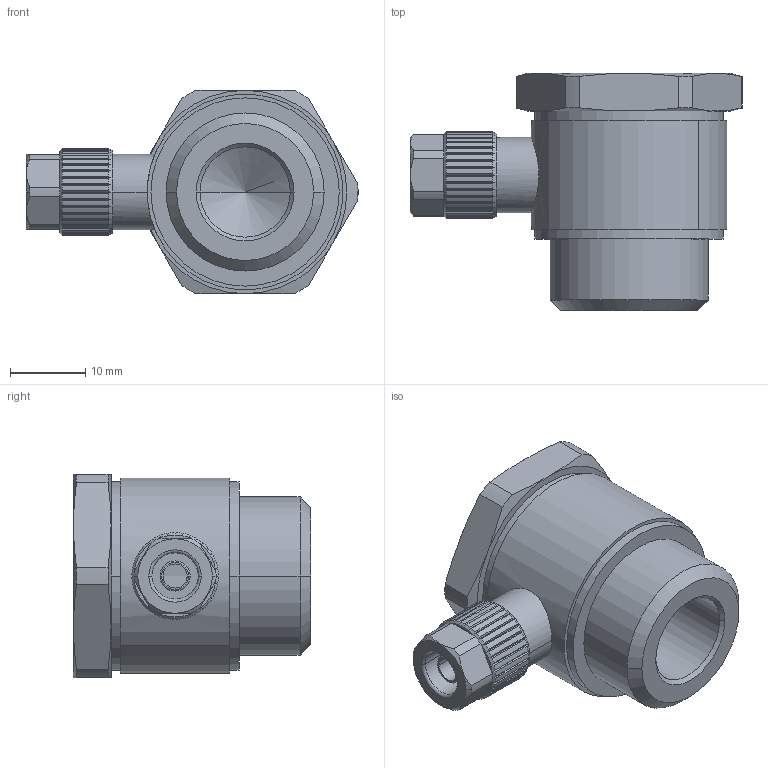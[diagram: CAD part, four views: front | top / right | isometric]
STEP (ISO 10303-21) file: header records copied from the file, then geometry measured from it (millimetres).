
FILE_DESCRIPTION((''),'2;1');
FILE_NAME('325373B_152M-6-4-1-2A_ASM','2013-03-28T',('avs330'),(''),'PRO/ENGINEER BY PARAMETRIC TECHNOLOGY CORPORATION, 2010430','PRO/ENGINEER BY PARAMETRIC TECHNOLOGY CORPORATION, 2010430','');
FILE_SCHEMA(('CONFIG_CONTROL_DESIGN'));
Length unit declared in the file: millimetre
Products named in the file (3): 303467B_161M_6-4_1-2; 304037B_163M-11-1-2A_AF0; 325373B_152M-6-4-1-2A_ASM
Assembly tree (2 placements, depth 2):
  325373B_152M-6-4-1-2A_ASM
    303467B_161M_6-4_1-2
    304037B_163M-11-1-2A_AF0
Bounding box: 44.1 x 31.5 x 27 mm (x, y, z)
Volume: 12491.7 mm3; surface area: 8117.6 mm2
Topology: 2 solids, 2 shells, 216 faces, 572 edges, 365 vertices
Faces by surface type: plane 102, cylinder 78, cone 32, torus 4
Entity records: 7188 total; most frequent: CARTESIAN_POINT 1956, ORIENTED_EDGE 1140, DIRECTION 1012, EDGE_CURVE 570, AXIS2_PLACEMENT_3D 411, VERTEX_POINT 365, EDGE_LOOP 231, FACE_OUTER_BOUND 216
